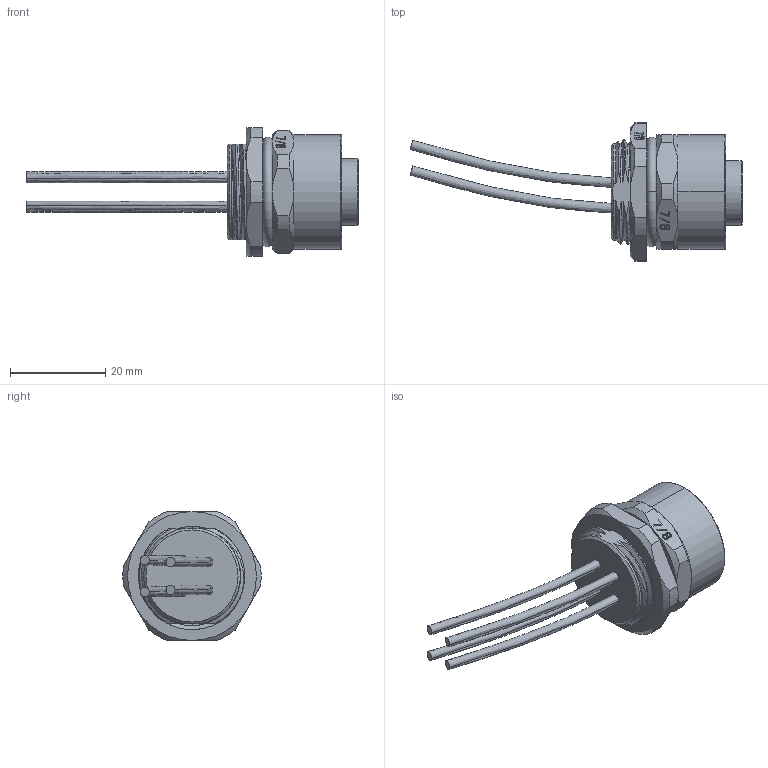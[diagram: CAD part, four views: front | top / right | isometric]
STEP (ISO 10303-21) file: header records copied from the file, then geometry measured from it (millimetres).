
FILE_DESCRIPTION((''),'2;1');
FILE_NAME('7_8-F04-BK-7_8-W0_82_SW0001','2020-12-17T',('tc.chen'),(''),'PRO/ENGINEER BY PARAMETRIC TECHNOLOGY CORPORATION, 2012480','PRO/ENGINEER BY PARAMETRIC TECHNOLOGY CORPORATION, 2012480','');
FILE_SCHEMA(('AUTOMOTIVE_DESIGN { 1 0 10303 214 1 1 1 1 }'));
Length unit declared in the file: millimetre
Products named in the file (1): 7_8-F04-BK-7_8-W0_82_SW0001
Bounding box: 69.57 x 28.96 x 27 mm (x, y, z)
Volume: 10538.9 mm3; surface area: 7296.3 mm2
Topology: 2 solids, 2 shells, 368 faces, 983 edges, 644 vertices
Faces by surface type: plane 97, extrusion 64, cone 56, bspline 56, cylinder 55, torus 24, revolution 16
Entity records: 17328 total; most frequent: CARTESIAN_POINT 8848, ORIENTED_EDGE 1966, DIRECTION 1295, EDGE_CURVE 983, VERTEX_POINT 644, B_SPLINE_CURVE_WITH_KNOTS 552, AXIS2_PLACEMENT_3D 472, EDGE_LOOP 399
